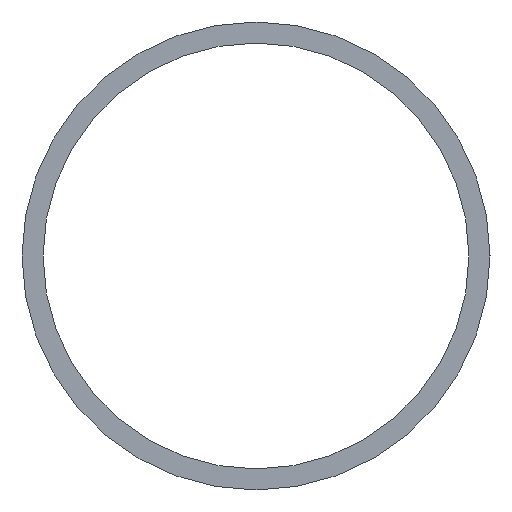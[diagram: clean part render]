
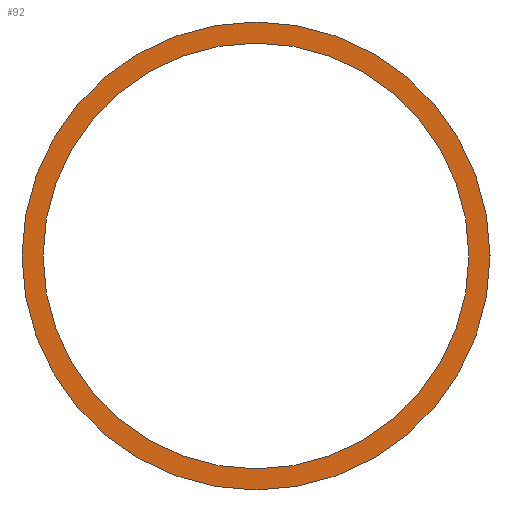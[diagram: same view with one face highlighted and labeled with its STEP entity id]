
A CAD part, left-side view. The second image highlights one B-rep face of the part: STEP entity #92.
In plain terms, the highlighted planar face has unit normal (-1, 0, 0).
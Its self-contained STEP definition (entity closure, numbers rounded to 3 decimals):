
#1 = CARTESIAN_POINT ( 'NONE',  ( 0., 0., -9.1 ) ) ;
#4 = AXIS2_PLACEMENT_3D ( 'NONE', #100, #121, #52 ) ;
#5 = FACE_OUTER_BOUND ( 'NONE', #45, .T. ) ;
#13 = AXIS2_PLACEMENT_3D ( 'NONE', #25, #109, #37 ) ;
#17 = AXIS2_PLACEMENT_3D ( 'NONE', #73, #164, #86 ) ;
#25 = CARTESIAN_POINT ( 'NONE',  ( 0., 0., 0. ) ) ;
#33 = EDGE_CURVE ( 'NONE', #122, #122, #105, .T. ) ;
#37 = DIRECTION ( 'NONE',  ( 0., 0., -1. ) ) ;
#38 = EDGE_CURVE ( 'NONE', #94, #94, #41, .T. ) ;
#41 = CIRCLE ( 'NONE', #13, 10. ) ;
#45 = EDGE_LOOP ( 'NONE', ( #80 ) ) ;
#52 = DIRECTION ( 'NONE',  ( 0., 0., -1. ) ) ;
#53 = EDGE_LOOP ( 'NONE', ( #139 ) ) ;
#73 = CARTESIAN_POINT ( 'NONE',  ( 0., 0., 0. ) ) ;
#80 = ORIENTED_EDGE ( 'NONE', *, *, #38, .F. ) ;
#86 = DIRECTION ( 'NONE',  ( 0., 0., -1. ) ) ;
#90 = CARTESIAN_POINT ( 'NONE',  ( 0., 0., -10. ) ) ;
#92 = ADVANCED_FACE ( 'NONE', ( #5, #137 ), #153, .F. ) ;
#94 = VERTEX_POINT ( 'NONE', #90 ) ;
#100 = CARTESIAN_POINT ( 'NONE',  ( 0., 0., 0. ) ) ;
#105 = CIRCLE ( 'NONE', #17, 9.1 ) ;
#109 = DIRECTION ( 'NONE',  ( 1., 0., 0. ) ) ;
#121 = DIRECTION ( 'NONE',  ( 1., 0., 0. ) ) ;
#122 = VERTEX_POINT ( 'NONE', #1 ) ;
#137 = FACE_BOUND ( 'NONE', #53, .T. ) ;
#139 = ORIENTED_EDGE ( 'NONE', *, *, #33, .T. ) ;
#153 = PLANE ( 'NONE',  #4 ) ;
#164 = DIRECTION ( 'NONE',  ( 1., 0., 0. ) ) ;
